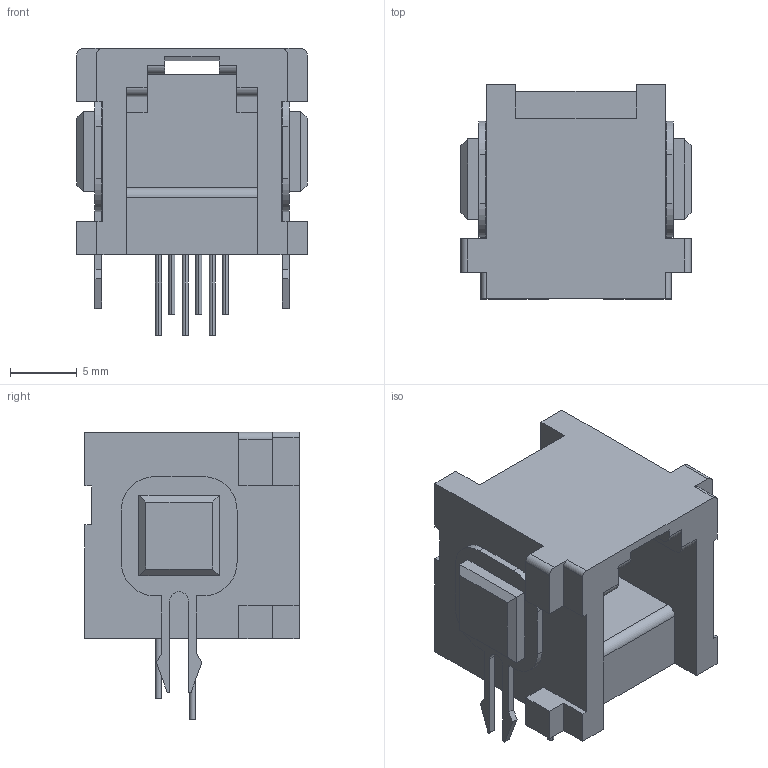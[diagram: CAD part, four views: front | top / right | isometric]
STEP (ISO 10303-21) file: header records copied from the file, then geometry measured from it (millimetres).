
FILE_DESCRIPTION(('FreeCAD Model'),'2;1');
FILE_NAME('TM2REA-0606.step','2017-05-08T12:30:31',( 'kicad StepUp'),('ksu MCAD'),'Open CASCADE STEP processor 6.8', 'FreeCAD','Unknown');
FILE_SCHEMA(('AUTOMOTIVE_DESIGN_CC2 { 1 2 10303 214 -1 1 5 4 }'));
Length unit declared in the file: millimetre
Products named in the file (2): ASSEMBLY; TM2REA-0606
Assembly tree (1 placements, depth 2):
  ASSEMBLY
    TM2REA-0606
Bounding box: 17.2 x 16 x 21.44 mm (x, y, z)
Volume: 2101.9 mm3; surface area: 2376.1 mm2
Topology: 1 solids, 1 shells, 172 faces, 462 edges, 304 vertices
Faces by surface type: plane 137, cylinder 35
Entity records: 5363 total; most frequent: CARTESIAN_POINT 940, ORIENTED_EDGE 924, DIRECTION 880, EDGE_CURVE 462, LINE 392, VECTOR 392, VERTEX_POINT 304, AXIS2_PLACEMENT_3D 244
